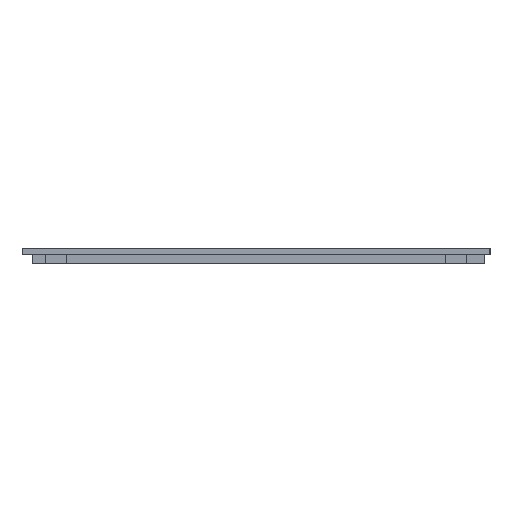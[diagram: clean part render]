
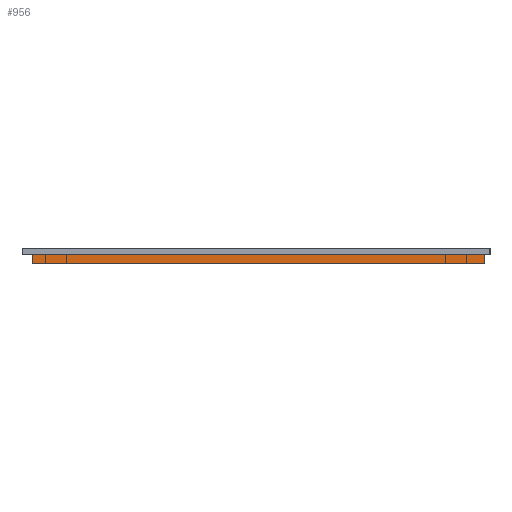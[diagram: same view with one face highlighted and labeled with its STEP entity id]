
A CAD part, left-side view. The second image highlights one B-rep face of the part: STEP entity #956.
In plain terms, the highlighted planar face has unit normal (-1, 0, 0).
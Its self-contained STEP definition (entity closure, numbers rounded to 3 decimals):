
#117=FACE_OUTER_BOUND('',#167,.T.);
#167=EDGE_LOOP('',(#772,#773,#774,#775));
#269=LINE('',#1565,#370);
#271=LINE('',#1569,#372);
#272=LINE('',#1571,#373);
#273=LINE('',#1572,#374);
#370=VECTOR('',#1290,10.);
#372=VECTOR('',#1294,10.);
#373=VECTOR('',#1295,10.);
#374=VECTOR('',#1296,10.);
#467=VERTEX_POINT('',#1562);
#468=VERTEX_POINT('',#1564);
#469=VERTEX_POINT('',#1568);
#470=VERTEX_POINT('',#1570);
#594=EDGE_CURVE('',#467,#468,#269,.T.);
#596=EDGE_CURVE('',#469,#467,#271,.T.);
#597=EDGE_CURVE('',#469,#470,#272,.T.);
#598=EDGE_CURVE('',#470,#468,#273,.T.);
#772=ORIENTED_EDGE('',*,*,#596,.F.);
#773=ORIENTED_EDGE('',*,*,#597,.T.);
#774=ORIENTED_EDGE('',*,*,#598,.T.);
#775=ORIENTED_EDGE('',*,*,#594,.F.);
#908=PLANE('',#1052);
#956=ADVANCED_FACE('',(#117),#908,.F.);
#1052=AXIS2_PLACEMENT_3D('',#1567,#1292,#1293);
#1290=DIRECTION('',(0.,0.,1.));
#1292=DIRECTION('center_axis',(1.,0.,0.));
#1293=DIRECTION('ref_axis',(0.,1.,0.));
#1294=DIRECTION('',(0.,1.,0.));
#1295=DIRECTION('',(0.,0.,1.));
#1296=DIRECTION('',(0.,1.,0.));
#1562=CARTESIAN_POINT('',(-5.5,72.,38.168));
#1564=CARTESIAN_POINT('',(-5.5,72.,39.968));
#1565=CARTESIAN_POINT('',(-5.5,72.,38.168));
#1567=CARTESIAN_POINT('Origin',(-5.5,-18.5,38.168));
#1568=CARTESIAN_POINT('',(-5.5,-18.5,38.168));
#1569=CARTESIAN_POINT('',(-5.5,4.375,38.168));
#1570=CARTESIAN_POINT('',(-5.5,-18.5,39.968));
#1571=CARTESIAN_POINT('',(-5.5,-18.5,38.168));
#1572=CARTESIAN_POINT('',(-5.5,-18.5,39.968));
